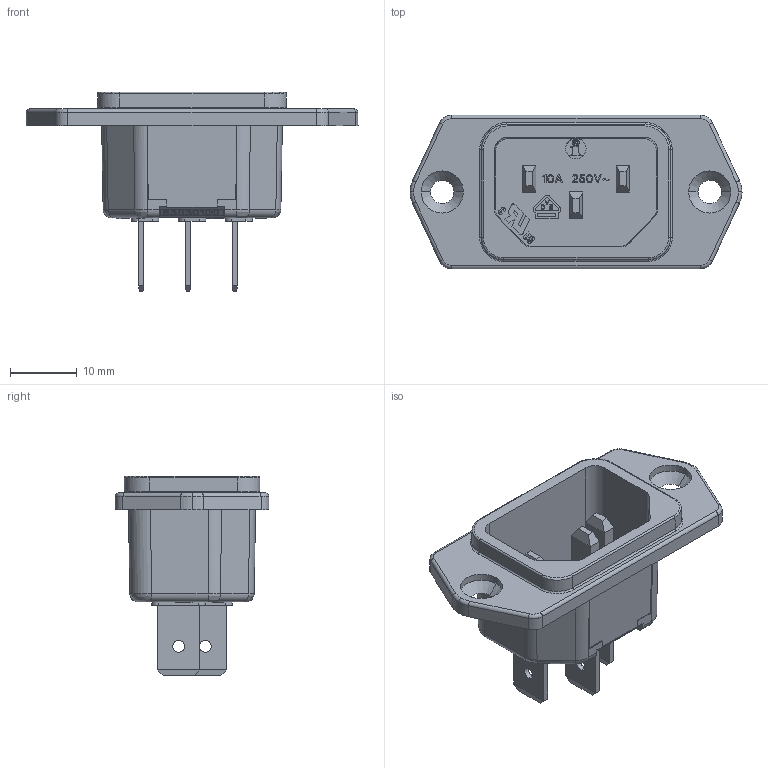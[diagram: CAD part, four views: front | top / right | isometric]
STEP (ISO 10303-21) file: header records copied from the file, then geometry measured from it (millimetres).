
FILE_DESCRIPTION(('OneSpaceDesigner STEP Export'),'2;1');
FILE_NAME('83030100_R2_C14_Screw-Mount_QD_5-6-13.stp','2013-05-17T 9:00:14',(''),(''),'OneSpace Designer STEP processor for AP214 (Solid Model)','OneSpace Designer 14.50 18-Oct-2006 (C) CoCreate Software GmbH','');
FILE_SCHEMA(('AUTOMOTIVE_DESIGN { 1 0 10303 214 1 1 1 1 }'));
Length unit declared in the file: millimetre
Products named in the file (6): Contacts_Measured_L-N_QD.1; 55030530_R2_Contact_QD_GND_2-27-13; Contacts_C14-C16_QD_Assy; Part-Number-Insert_83030100; C14_Screw-Mount-Body_R2_5-6-13; 83030100_R2_C14_Screw-Mount_QD_Assy_5-6-13
Assembly tree (6 placements, depth 3):
  83030100_R2_C14_Screw-Mount_QD_Assy_5-6-13
    C14_Screw-Mount-Body_R2_5-6-13
    Part-Number-Insert_83030100
    Contacts_C14-C16_QD_Assy
      55030530_R2_Contact_QD_GND_2-27-13
      Contacts_Measured_L-N_QD.1  x2
Bounding box: 49.64 x 23 x 29.83 mm (x, y, z)
Volume: 4600.6 mm3; surface area: 6062.2 mm2
Topology: 5 solids, 5 shells, 1385 faces, 3856 edges, 2549 vertices
Faces by surface type: plane 1198, cylinder 128, extrusion 29, bspline 14, torus 12, cone 4
Entity records: 43948 total; most frequent: CARTESIAN_POINT 8908, ORIENTED_EDGE 7600, DIRECTION 6417, EDGE_CURVE 3800, VECTOR 3457, LINE 3428, VERTEX_POINT 2515, AXIS2_PLACEMENT_3D 1480
